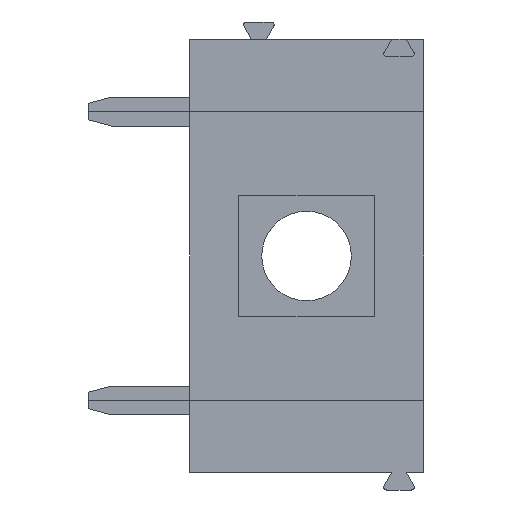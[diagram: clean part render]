
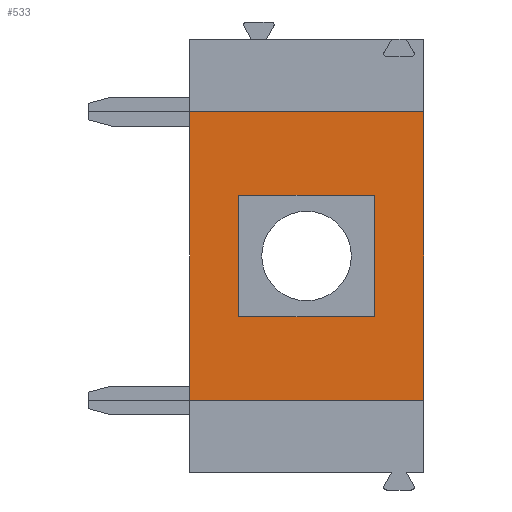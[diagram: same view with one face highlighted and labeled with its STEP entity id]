
A CAD part, front view. The second image highlights one B-rep face of the part: STEP entity #533.
In plain terms, the highlighted planar face has unit normal (0, -1, 0).
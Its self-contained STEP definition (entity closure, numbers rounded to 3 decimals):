
#533 = ADVANCED_FACE( '', ( #1114, #1115 ), #1116, .T. );
#1114 = FACE_BOUND( '', #1760, .T. );
#1115 = FACE_OUTER_BOUND( '', #1761, .T. );
#1116 = PLANE( '', #1762 );
#1760 = EDGE_LOOP( '', ( #3202, #3203, #3204, #3205 ) );
#1761 = EDGE_LOOP( '', ( #3206, #3207, #3208, #3209 ) );
#1762 = AXIS2_PLACEMENT_3D( '', #3210, #3211, #3212 );
#3202 = ORIENTED_EDGE( '', *, *, #4567, .T. );
#3203 = ORIENTED_EDGE( '', *, *, #4241, .F. );
#3204 = ORIENTED_EDGE( '', *, *, #4137, .T. );
#3205 = ORIENTED_EDGE( '', *, *, #4645, .F. );
#3206 = ORIENTED_EDGE( '', *, *, #4492, .T. );
#3207 = ORIENTED_EDGE( '', *, *, #4646, .F. );
#3208 = ORIENTED_EDGE( '', *, *, #4316, .T. );
#3209 = ORIENTED_EDGE( '', *, *, #4534, .F. );
#3210 = CARTESIAN_POINT( '', ( -0.15, 0., 2.5 ) );
#3211 = DIRECTION( '', ( 0., -1., 0. ) );
#3212 = DIRECTION( '', ( 1., 0., 0. ) );
#4137 = EDGE_CURVE( '', #5006, #5011, #5013, .T. );
#4241 = EDGE_CURVE( '', #5006, #5189, #5193, .T. );
#4316 = EDGE_CURVE( '', #5313, #5311, #5314, .T. );
#4492 = EDGE_CURVE( '', #5590, #5588, #5591, .T. );
#4534 = EDGE_CURVE( '', #5590, #5311, #5652, .T. );
#4567 = EDGE_CURVE( '', #5699, #5189, #5700, .T. );
#4645 = EDGE_CURVE( '', #5699, #5011, #5802, .T. );
#4646 = EDGE_CURVE( '', #5313, #5588, #5803, .T. );
#5006 = VERTEX_POINT( '', #6261 );
#5011 = VERTEX_POINT( '', #6268 );
#5013 = LINE( '', #6271, #6272 );
#5189 = VERTEX_POINT( '', #6516 );
#5193 = LINE( '', #6522, #6523 );
#5311 = VERTEX_POINT( '', #6696 );
#5313 = VERTEX_POINT( '', #6699 );
#5314 = LINE( '', #6700, #6701 );
#5588 = VERTEX_POINT( '', #7096 );
#5590 = VERTEX_POINT( '', #7099 );
#5591 = LINE( '', #7100, #7101 );
#5652 = LINE( '', #7191, #7192 );
#5699 = VERTEX_POINT( '', #7257 );
#5700 = LINE( '', #7258, #7259 );
#5802 = LINE( '', #7408, #7409 );
#5803 = LINE( '', #7410, #7411 );
#6261 = CARTESIAN_POINT( '', ( -6.4, 0., -2.9 ) );
#6268 = CARTESIAN_POINT( '', ( -1.7, 0., -2.9 ) );
#6271 = CARTESIAN_POINT( '', ( -16.414, 0., -2.9 ) );
#6272 = VECTOR( '', #7798, 1000. );
#6516 = CARTESIAN_POINT( '', ( -6.4, 0., -7.1 ) );
#6522 = CARTESIAN_POINT( '', ( -6.4, 0., 2.42 ) );
#6523 = VECTOR( '', #7905, 1000. );
#6696 = CARTESIAN_POINT( '', ( -8.1, 0., 0. ) );
#6699 = CARTESIAN_POINT( '', ( 0., 0., 0. ) );
#6700 = CARTESIAN_POINT( '', ( -16.414, 0., 0. ) );
#6701 = VECTOR( '', #7983, 1000. );
#7096 = CARTESIAN_POINT( '', ( 0., 0., -10. ) );
#7099 = CARTESIAN_POINT( '', ( -8.1, 0., -10. ) );
#7100 = CARTESIAN_POINT( '', ( -16.414, 0., -10. ) );
#7101 = VECTOR( '', #8163, 1000. );
#7191 = CARTESIAN_POINT( '', ( -8.1, 0., 2.42 ) );
#7192 = VECTOR( '', #8211, 1000. );
#7257 = CARTESIAN_POINT( '', ( -1.7, 0., -7.1 ) );
#7258 = CARTESIAN_POINT( '', ( -16.414, 0., -7.1 ) );
#7259 = VECTOR( '', #8251, 1000. );
#7408 = CARTESIAN_POINT( '', ( -1.7, 0., 2.42 ) );
#7409 = VECTOR( '', #8320, 1000. );
#7410 = CARTESIAN_POINT( '', ( 0., 0., 2.42 ) );
#7411 = VECTOR( '', #8321, 1000. );
#7798 = DIRECTION( '', ( 1., 0., 0. ) );
#7905 = DIRECTION( '', ( 0., 0., -1. ) );
#7983 = DIRECTION( '', ( -1., 0., 0. ) );
#8163 = DIRECTION( '', ( 1., 0., 0. ) );
#8211 = DIRECTION( '', ( 0., 0., 1. ) );
#8251 = DIRECTION( '', ( -1., 0., 0. ) );
#8320 = DIRECTION( '', ( 0., 0., 1. ) );
#8321 = DIRECTION( '', ( 0., 0., -1. ) );
